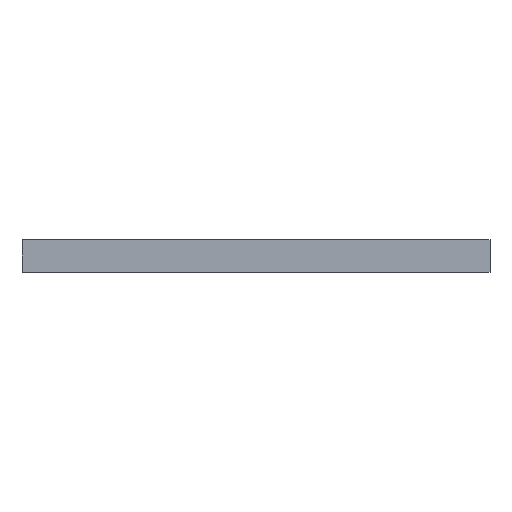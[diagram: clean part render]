
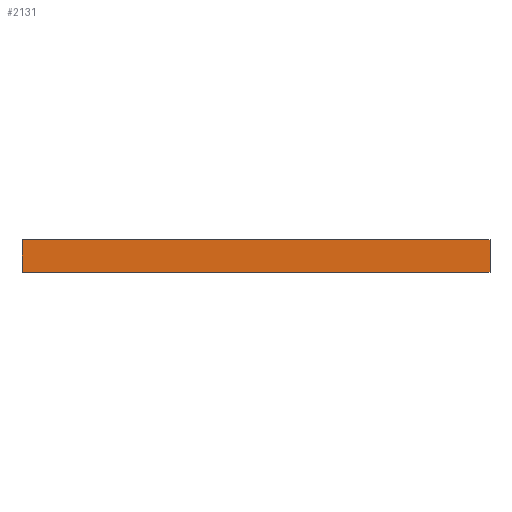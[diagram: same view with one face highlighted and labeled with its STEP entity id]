
A CAD part, front view. The second image highlights one B-rep face of the part: STEP entity #2131.
In plain terms, the highlighted planar face has unit normal (0, -1, 0).
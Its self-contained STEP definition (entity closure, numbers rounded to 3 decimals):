
#83 = DIRECTION ( 'NONE',  ( 1., 0., 0. ) ) ;
#113 = LINE ( 'NONE', #1672, #2290 ) ;
#226 = DIRECTION ( 'NONE',  ( 0., 0., 1. ) ) ;
#297 = VERTEX_POINT ( 'NONE', #1181 ) ;
#317 = FACE_OUTER_BOUND ( 'NONE', #566, .T. ) ;
#460 = DIRECTION ( 'NONE',  ( 0., 1., 0. ) ) ;
#566 = EDGE_LOOP ( 'NONE', ( #1580, #1298, #2493, #1450 ) ) ;
#594 = CARTESIAN_POINT ( 'NONE',  ( 36.25, -25., 5. ) ) ;
#633 = CARTESIAN_POINT ( 'NONE',  ( -25.25, -25., 5. ) ) ;
#700 = VECTOR ( 'NONE', #83, 1000. ) ;
#800 = VERTEX_POINT ( 'NONE', #981 ) ;
#981 = CARTESIAN_POINT ( 'NONE',  ( 36.25, -25., 0. ) ) ;
#1044 = VECTOR ( 'NONE', #1889, 1000. ) ;
#1181 = CARTESIAN_POINT ( 'NONE',  ( -36.25, -25., 5. ) ) ;
#1263 = PLANE ( 'NONE',  #1449 ) ;
#1298 = ORIENTED_EDGE ( 'NONE', *, *, #1499, .T. ) ;
#1449 = AXIS2_PLACEMENT_3D ( 'NONE', #2112, #460, #1703 ) ;
#1450 = ORIENTED_EDGE ( 'NONE', *, *, #2152, .F. ) ;
#1482 = CARTESIAN_POINT ( 'NONE',  ( -25.75, -25., 0. ) ) ;
#1499 = EDGE_CURVE ( 'NONE', #800, #2458, #113, .T. ) ;
#1557 = VECTOR ( 'NONE', #2500, 1000. ) ;
#1580 = ORIENTED_EDGE ( 'NONE', *, *, #2101, .T. ) ;
#1672 = CARTESIAN_POINT ( 'NONE',  ( 36.25, -25., 0. ) ) ;
#1703 = DIRECTION ( 'NONE',  ( 0., 0., 1. ) ) ;
#1874 = CARTESIAN_POINT ( 'NONE',  ( -36.25, -25., 0. ) ) ;
#1889 = DIRECTION ( 'NONE',  ( 0., 0., 1. ) ) ;
#1927 = CARTESIAN_POINT ( 'NONE',  ( -36.25, -25., 5. ) ) ;
#1939 = LINE ( 'NONE', #633, #1557 ) ;
#1977 = EDGE_CURVE ( 'NONE', #297, #2458, #1939, .T. ) ;
#2063 = VERTEX_POINT ( 'NONE', #1874 ) ;
#2101 = EDGE_CURVE ( 'NONE', #2063, #800, #2513, .T. ) ;
#2112 = CARTESIAN_POINT ( 'NONE',  ( -25.25, -25., 5. ) ) ;
#2131 = ADVANCED_FACE ( 'NONE', ( #317 ), #1263, .F. ) ;
#2152 = EDGE_CURVE ( 'NONE', #2063, #297, #2628, .T. ) ;
#2290 = VECTOR ( 'NONE', #226, 1000. ) ;
#2458 = VERTEX_POINT ( 'NONE', #594 ) ;
#2493 = ORIENTED_EDGE ( 'NONE', *, *, #1977, .F. ) ;
#2500 = DIRECTION ( 'NONE',  ( 1., 0., 0. ) ) ;
#2513 = LINE ( 'NONE', #1482, #700 ) ;
#2628 = LINE ( 'NONE', #1927, #1044 ) ;
